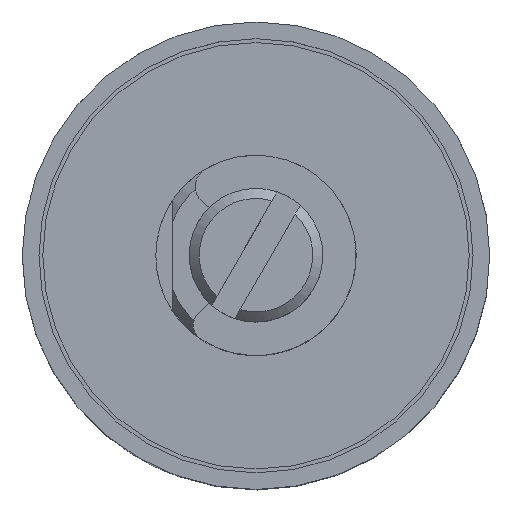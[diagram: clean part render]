
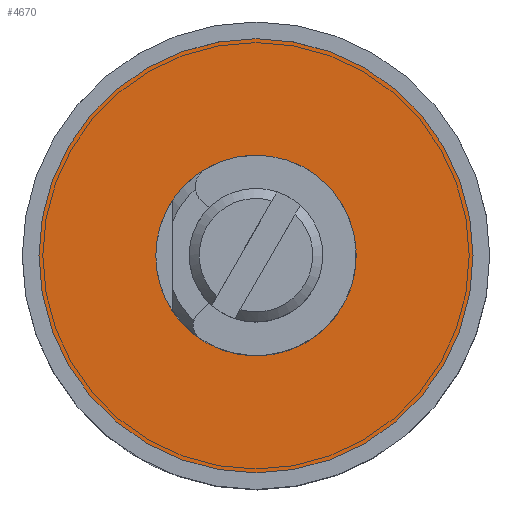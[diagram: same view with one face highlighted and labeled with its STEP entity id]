
A CAD part, top view. The second image highlights one B-rep face of the part: STEP entity #4670.
In plain terms, the highlighted planar face has unit normal (0, 0, 1).
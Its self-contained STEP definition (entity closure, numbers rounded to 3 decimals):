
#883 = DIRECTION ( 'NONE',  ( 0., 0., 1. ) ) ;
#1554 = CIRCLE ( 'NONE', #8411, 6.5 ) ;
#1562 = DIRECTION ( 'NONE',  ( 1., 0., 0. ) ) ;
#1569 = EDGE_CURVE ( 'NONE', #7343, #7343, #5829, .T. ) ;
#1590 = CARTESIAN_POINT ( 'NONE',  ( 0., 0., 0.5 ) ) ;
#1841 = ORIENTED_EDGE ( 'NONE', *, *, #5847, .T. ) ;
#1900 = AXIS2_PLACEMENT_3D ( 'NONE', #1590, #6350, #7049 ) ;
#1933 = VERTEX_POINT ( 'NONE', #3594 ) ;
#2124 = CARTESIAN_POINT ( 'NONE',  ( -3., 0., 0.5 ) ) ;
#2208 = PLANE ( 'NONE',  #2817 ) ;
#2817 = AXIS2_PLACEMENT_3D ( 'NONE', #7635, #883, #1562 ) ;
#3594 = CARTESIAN_POINT ( 'NONE',  ( 6.5, 0., 0.5 ) ) ;
#3976 = ORIENTED_EDGE ( 'NONE', *, *, #1569, .T. ) ;
#4222 = FACE_OUTER_BOUND ( 'NONE', #8521, .T. ) ;
#4259 = DIRECTION ( 'NONE',  ( 1., 0., 0. ) ) ;
#4308 = EDGE_LOOP ( 'NONE', ( #3976 ) ) ;
#4670 = ADVANCED_FACE ( 'NONE', ( #5367, #4222 ), #2208, .T. ) ;
#5367 = FACE_BOUND ( 'NONE', #4308, .T. ) ;
#5829 = CIRCLE ( 'NONE', #1900, 3. ) ;
#5847 = EDGE_CURVE ( 'NONE', #1933, #1933, #1554, .T. ) ;
#6350 = DIRECTION ( 'NONE',  ( 0., 0., -1. ) ) ;
#6394 = CARTESIAN_POINT ( 'NONE',  ( 0., 0., 0.5 ) ) ;
#7049 = DIRECTION ( 'NONE',  ( -1., 0., 0. ) ) ;
#7343 = VERTEX_POINT ( 'NONE', #2124 ) ;
#7635 = CARTESIAN_POINT ( 'NONE',  ( 3., 0., 0.5 ) ) ;
#8331 = DIRECTION ( 'NONE',  ( 0., 0., 1. ) ) ;
#8411 = AXIS2_PLACEMENT_3D ( 'NONE', #6394, #8331, #4259 ) ;
#8521 = EDGE_LOOP ( 'NONE', ( #1841 ) ) ;
